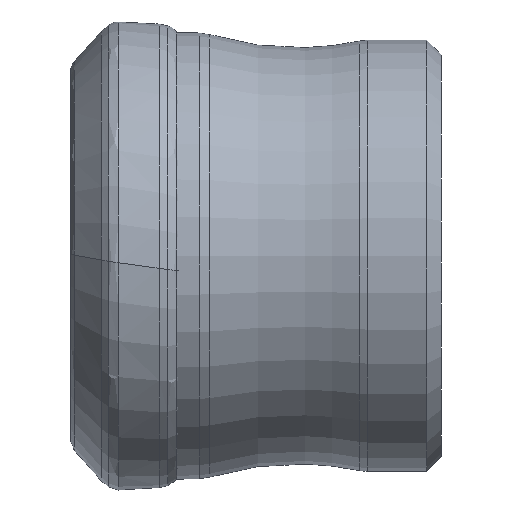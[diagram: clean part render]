
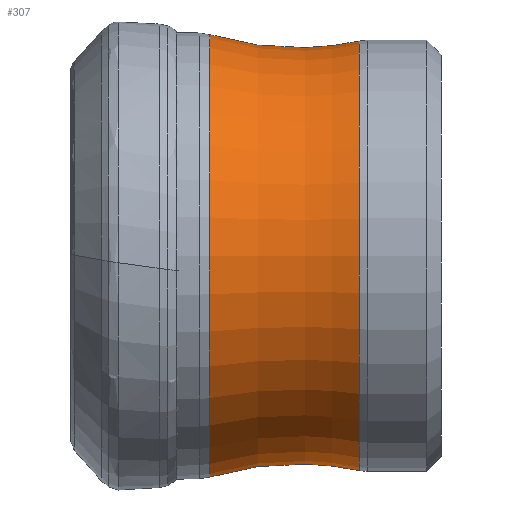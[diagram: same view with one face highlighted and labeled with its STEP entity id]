
A CAD part, front view. The second image highlights one B-rep face of the part: STEP entity #307.
In plain terms, the highlighted toroidal (fillet/blend) face has major radius 68 mm and minor radius 40 mm.
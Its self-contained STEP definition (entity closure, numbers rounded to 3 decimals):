
#69=TOROIDAL_SURFACE('',#1063,68.,40.);
#82=FACE_BOUND('',#458,.T.);
#83=FACE_BOUND('',#459,.T.);
#307=ADVANCED_FACE('',(#82,#83),#69,.F.);
#458=EDGE_LOOP('',(#742));
#459=EDGE_LOOP('',(#743));
#552=CIRCLE('',#1059,28.889);
#554=CIRCLE('',#1062,29.753);
#742=ORIENTED_EDGE('',*,*,#928,.F.);
#743=ORIENTED_EDGE('',*,*,#926,.T.);
#822=VERTEX_POINT('',#2059);
#824=VERTEX_POINT('',#2064);
#926=EDGE_CURVE('',#822,#822,#552,.T.);
#928=EDGE_CURVE('',#824,#824,#554,.T.);
#1059=AXIS2_PLACEMENT_3D('',#2058,#1238,#1239);
#1062=AXIS2_PLACEMENT_3D('',#2063,#1244,#1245);
#1063=AXIS2_PLACEMENT_3D('',#2065,#1246,#1247);
#1238=DIRECTION('',(-1.,0.,0.));
#1239=DIRECTION('',(0.,0.,1.));
#1244=DIRECTION('',(-1.,0.,0.));
#1245=DIRECTION('',(0.,0.,1.));
#1246=DIRECTION('',(-1.,0.,0.));
#1247=DIRECTION('',(0.,0.,1.));
#2058=CARTESIAN_POINT('',(38.952,0.,0.));
#2059=CARTESIAN_POINT('',(38.952,0.,28.889));
#2063=CARTESIAN_POINT('',(18.853,0.,0.));
#2064=CARTESIAN_POINT('',(18.853,0.,29.753));
#2065=CARTESIAN_POINT('',(30.566,0.,0.));
